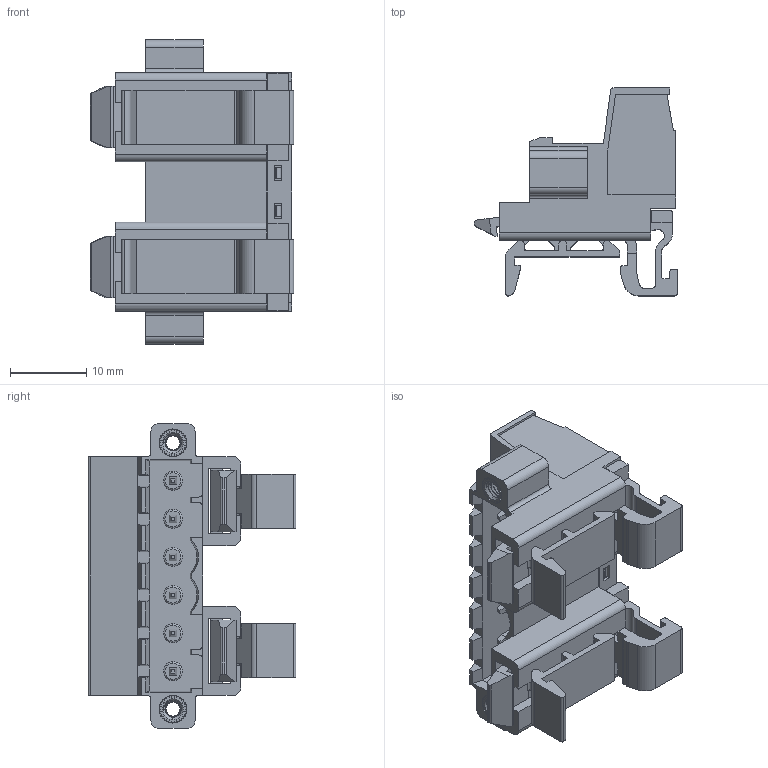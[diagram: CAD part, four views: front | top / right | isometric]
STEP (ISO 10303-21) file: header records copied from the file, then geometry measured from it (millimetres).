
FILE_DESCRIPTION((''),'2;1');
FILE_NAME('WJ2EDGRKM-500-06P-00A','2017-03-16T',('QZY'),(''),'CREO PARAMETRIC BY PTC INC, 2014440','CREO PARAMETRIC BY PTC INC, 2014440','');
FILE_SCHEMA(('CONFIG_CONTROL_DESIGN'));
Products named in the file (1): WJ2EDGRKM-500-06P-00A
Bounding box: 26.7 x 27.3 x 40 mm (x, y, z)
Volume: 6410.3 mm3; surface area: 13485.3 mm2
Topology: 1 solids, 1 shells, 2443 faces, 7166 edges, 4601 vertices
Faces by surface type: plane 1673, cylinder 464, bspline 208, cone 62, torus 36
Entity records: 128093 total; most frequent: CARTESIAN_POINT 46795, ORIENTED_EDGE 14332, DIRECTION 12045, EDGE_CURVE 7166, VECTOR 5001, LINE 5001, VERTEX_POINT 4601, AXIS2_PLACEMENT_3D 3522
